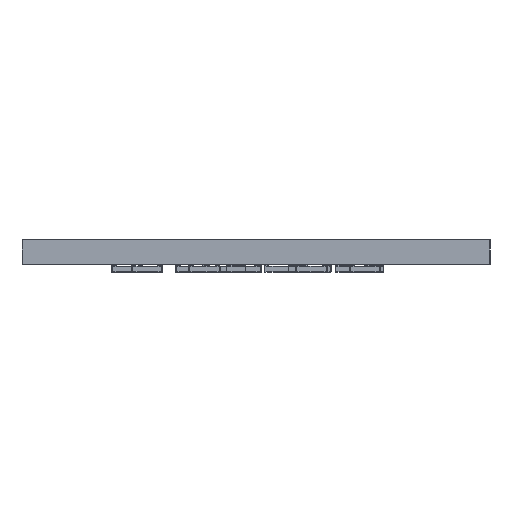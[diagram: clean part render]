
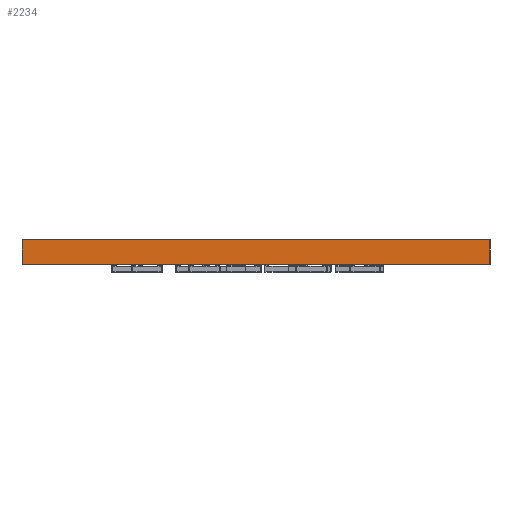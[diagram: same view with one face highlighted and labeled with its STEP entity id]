
A CAD part, left-side view. The second image highlights one B-rep face of the part: STEP entity #2234.
In plain terms, the highlighted planar face has unit normal (-1, 0, 0).
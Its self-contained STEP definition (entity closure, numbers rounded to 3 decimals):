
#2118 = EDGE_CURVE('',#2119,#2121,#2123,.T.);
#2119 = VERTEX_POINT('',#2120);
#2120 = CARTESIAN_POINT('',(133.094,-74.455,0.));
#2121 = VERTEX_POINT('',#2122);
#2122 = CARTESIAN_POINT('',(133.094,-74.455,1.6));
#2123 = SURFACE_CURVE('',#2124,(#2128,#2140),.PCURVE_S1.);
#2124 = LINE('',#2125,#2126);
#2125 = CARTESIAN_POINT('',(133.094,-74.455,0.));
#2126 = VECTOR('',#2127,1.);
#2127 = DIRECTION('',(0.,0.,1.));
#2128 = PCURVE('',#2129,#2134);
#2129 = PLANE('',#2130);
#2130 = AXIS2_PLACEMENT_3D('',#2131,#2132,#2133);
#2131 = CARTESIAN_POINT('',(133.094,-74.455,0.));
#2132 = DIRECTION('',(0.,1.,0.));
#2133 = DIRECTION('',(1.,0.,0.));
#2134 = DEFINITIONAL_REPRESENTATION('',(#2135),#2139);
#2135 = LINE('',#2136,#2137);
#2136 = CARTESIAN_POINT('',(0.,0.));
#2137 = VECTOR('',#2138,1.);
#2138 = DIRECTION('',(0.,-1.));
#2139 = ( GEOMETRIC_REPRESENTATION_CONTEXT(2) 
PARAMETRIC_REPRESENTATION_CONTEXT() REPRESENTATION_CONTEXT('2D SPACE',''
  ) );
#2140 = PCURVE('',#2141,#2146);
#2141 = PLANE('',#2142);
#2142 = AXIS2_PLACEMENT_3D('',#2143,#2144,#2145);
#2143 = CARTESIAN_POINT('',(133.094,-104.423,0.));
#2144 = DIRECTION('',(-1.,0.,0.));
#2145 = DIRECTION('',(0.,1.,0.));
#2146 = DEFINITIONAL_REPRESENTATION('',(#2147),#2151);
#2147 = LINE('',#2148,#2149);
#2148 = CARTESIAN_POINT('',(29.968,0.));
#2149 = VECTOR('',#2150,1.);
#2150 = DIRECTION('',(0.,-1.));
#2151 = ( GEOMETRIC_REPRESENTATION_CONTEXT(2) 
PARAMETRIC_REPRESENTATION_CONTEXT() REPRESENTATION_CONTEXT('2D SPACE',''
  ) );
#2169 = PLANE('',#2170);
#2170 = AXIS2_PLACEMENT_3D('',#2171,#2172,#2173);
#2171 = CARTESIAN_POINT('',(158.238,-89.439,1.6));
#2172 = DIRECTION('',(-0.,-0.,-1.));
#2173 = DIRECTION('',(-1.,0.,0.));
#2223 = PLANE('',#2224);
#2224 = AXIS2_PLACEMENT_3D('',#2225,#2226,#2227);
#2225 = CARTESIAN_POINT('',(158.238,-89.439,0.));
#2226 = DIRECTION('',(-0.,-0.,-1.));
#2227 = DIRECTION('',(-1.,0.,0.));
#2234 = ADVANCED_FACE('',(#2235),#2141,.T.);
#2235 = FACE_BOUND('',#2236,.T.);
#2236 = EDGE_LOOP('',(#2237,#2267,#2288,#2289));
#2237 = ORIENTED_EDGE('',*,*,#2238,.T.);
#2238 = EDGE_CURVE('',#2239,#2241,#2243,.T.);
#2239 = VERTEX_POINT('',#2240);
#2240 = CARTESIAN_POINT('',(133.094,-104.423,0.));
#2241 = VERTEX_POINT('',#2242);
#2242 = CARTESIAN_POINT('',(133.094,-104.423,1.6));
#2243 = SURFACE_CURVE('',#2244,(#2248,#2255),.PCURVE_S1.);
#2244 = LINE('',#2245,#2246);
#2245 = CARTESIAN_POINT('',(133.094,-104.423,0.));
#2246 = VECTOR('',#2247,1.);
#2247 = DIRECTION('',(0.,0.,1.));
#2248 = PCURVE('',#2141,#2249);
#2249 = DEFINITIONAL_REPRESENTATION('',(#2250),#2254);
#2250 = LINE('',#2251,#2252);
#2251 = CARTESIAN_POINT('',(0.,0.));
#2252 = VECTOR('',#2253,1.);
#2253 = DIRECTION('',(0.,-1.));
#2254 = ( GEOMETRIC_REPRESENTATION_CONTEXT(2) 
PARAMETRIC_REPRESENTATION_CONTEXT() REPRESENTATION_CONTEXT('2D SPACE',''
  ) );
#2255 = PCURVE('',#2256,#2261);
#2256 = PLANE('',#2257);
#2257 = AXIS2_PLACEMENT_3D('',#2258,#2259,#2260);
#2258 = CARTESIAN_POINT('',(183.382,-104.423,0.));
#2259 = DIRECTION('',(0.,-1.,0.));
#2260 = DIRECTION('',(-1.,0.,0.));
#2261 = DEFINITIONAL_REPRESENTATION('',(#2262),#2266);
#2262 = LINE('',#2263,#2264);
#2263 = CARTESIAN_POINT('',(50.288,0.));
#2264 = VECTOR('',#2265,1.);
#2265 = DIRECTION('',(0.,-1.));
#2266 = ( GEOMETRIC_REPRESENTATION_CONTEXT(2) 
PARAMETRIC_REPRESENTATION_CONTEXT() REPRESENTATION_CONTEXT('2D SPACE',''
  ) );
#2267 = ORIENTED_EDGE('',*,*,#2268,.T.);
#2268 = EDGE_CURVE('',#2241,#2121,#2269,.T.);
#2269 = SURFACE_CURVE('',#2270,(#2274,#2281),.PCURVE_S1.);
#2270 = LINE('',#2271,#2272);
#2271 = CARTESIAN_POINT('',(133.094,-104.423,1.6));
#2272 = VECTOR('',#2273,1.);
#2273 = DIRECTION('',(0.,1.,0.));
#2274 = PCURVE('',#2141,#2275);
#2275 = DEFINITIONAL_REPRESENTATION('',(#2276),#2280);
#2276 = LINE('',#2277,#2278);
#2277 = CARTESIAN_POINT('',(0.,-1.6));
#2278 = VECTOR('',#2279,1.);
#2279 = DIRECTION('',(1.,0.));
#2280 = ( GEOMETRIC_REPRESENTATION_CONTEXT(2) 
PARAMETRIC_REPRESENTATION_CONTEXT() REPRESENTATION_CONTEXT('2D SPACE',''
  ) );
#2281 = PCURVE('',#2169,#2282);
#2282 = DEFINITIONAL_REPRESENTATION('',(#2283),#2287);
#2283 = LINE('',#2284,#2285);
#2284 = CARTESIAN_POINT('',(25.144,-14.984));
#2285 = VECTOR('',#2286,1.);
#2286 = DIRECTION('',(0.,1.));
#2287 = ( GEOMETRIC_REPRESENTATION_CONTEXT(2) 
PARAMETRIC_REPRESENTATION_CONTEXT() REPRESENTATION_CONTEXT('2D SPACE',''
  ) );
#2288 = ORIENTED_EDGE('',*,*,#2118,.F.);
#2289 = ORIENTED_EDGE('',*,*,#2290,.F.);
#2290 = EDGE_CURVE('',#2239,#2119,#2291,.T.);
#2291 = SURFACE_CURVE('',#2292,(#2296,#2303),.PCURVE_S1.);
#2292 = LINE('',#2293,#2294);
#2293 = CARTESIAN_POINT('',(133.094,-104.423,0.));
#2294 = VECTOR('',#2295,1.);
#2295 = DIRECTION('',(0.,1.,0.));
#2296 = PCURVE('',#2141,#2297);
#2297 = DEFINITIONAL_REPRESENTATION('',(#2298),#2302);
#2298 = LINE('',#2299,#2300);
#2299 = CARTESIAN_POINT('',(0.,0.));
#2300 = VECTOR('',#2301,1.);
#2301 = DIRECTION('',(1.,0.));
#2302 = ( GEOMETRIC_REPRESENTATION_CONTEXT(2) 
PARAMETRIC_REPRESENTATION_CONTEXT() REPRESENTATION_CONTEXT('2D SPACE',''
  ) );
#2303 = PCURVE('',#2223,#2304);
#2304 = DEFINITIONAL_REPRESENTATION('',(#2305),#2309);
#2305 = LINE('',#2306,#2307);
#2306 = CARTESIAN_POINT('',(25.144,-14.984));
#2307 = VECTOR('',#2308,1.);
#2308 = DIRECTION('',(0.,1.));
#2309 = ( GEOMETRIC_REPRESENTATION_CONTEXT(2) 
PARAMETRIC_REPRESENTATION_CONTEXT() REPRESENTATION_CONTEXT('2D SPACE',''
  ) );
